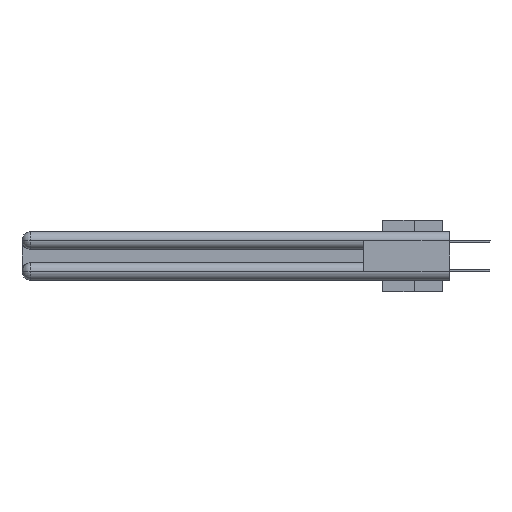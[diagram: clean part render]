
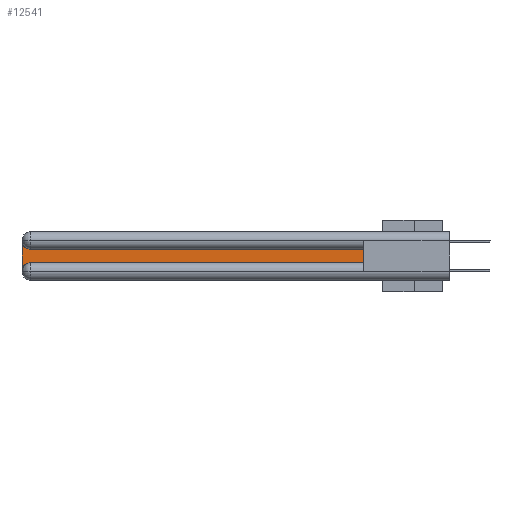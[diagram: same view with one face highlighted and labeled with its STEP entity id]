
A CAD part, left-side view. The second image highlights one B-rep face of the part: STEP entity #12541.
In plain terms, the highlighted planar face has unit normal (-1, 0, 0).
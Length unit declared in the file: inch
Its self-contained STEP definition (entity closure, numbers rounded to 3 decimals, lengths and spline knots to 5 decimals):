
#107 = CARTESIAN_POINT ( 'NONE',  ( 0.075, 0.6, -0.2175 ) ) ;
#390 = DIRECTION ( 'NONE',  ( 0., -1., 0. ) ) ;
#966 = EDGE_CURVE ( 'NONE', #31692, #4174, #2988, .T. ) ;
#1049 = CARTESIAN_POINT ( 'NONE',  ( 0.075, 2.94, -0.2775 ) ) ;
#2298 = DIRECTION ( 'NONE',  ( 0., 0., -1. ) ) ;
#2988 = LINE ( 'NONE', #19480, #4225 ) ;
#3094 = VECTOR ( 'NONE', #390, 39.37008 ) ;
#3378 = DIRECTION ( 'NONE',  ( 0., 0., -1. ) ) ;
#3521 = ORIENTED_EDGE ( 'NONE', *, *, #966, .T. ) ;
#4174 = VERTEX_POINT ( 'NONE', #17282 ) ;
#4225 = VECTOR ( 'NONE', #2298, 39.37008 ) ;
#4573 = DIRECTION ( 'NONE',  ( 1., 0., 0. ) ) ;
#5298 = LINE ( 'NONE', #107, #7772 ) ;
#5458 = VECTOR ( 'NONE', #33196, 39.37008 ) ;
#5594 = VERTEX_POINT ( 'NONE', #22533 ) ;
#7439 = FACE_OUTER_BOUND ( 'NONE', #24023, .T. ) ;
#7603 = PLANE ( 'NONE',  #23167 ) ;
#7772 = VECTOR ( 'NONE', #16958, 39.37008 ) ;
#8119 = EDGE_CURVE ( 'NONE', #16325, #5594, #25123, .T. ) ;
#8993 = CIRCLE ( 'NONE', #29054, 0.06 ) ;
#9652 = EDGE_CURVE ( 'NONE', #21296, #24214, #14223, .T. ) ;
#11439 = DIRECTION ( 'NONE',  ( 1., 0., 0. ) ) ;
#11659 = CIRCLE ( 'NONE', #12827, 0.06 ) ;
#12541 = ADVANCED_FACE ( 'NONE', ( #7439 ), #7603, .F. ) ;
#12827 = AXIS2_PLACEMENT_3D ( 'NONE', #1049, #11439, #3378 ) ;
#13011 = DIRECTION ( 'NONE',  ( 1., 0., 0. ) ) ;
#14223 = LINE ( 'NONE', #25163, #5458 ) ;
#14972 = ORIENTED_EDGE ( 'NONE', *, *, #22592, .T. ) ;
#15430 = CARTESIAN_POINT ( 'NONE',  ( 0.075, 3., -0.0625 ) ) ;
#15517 = CARTESIAN_POINT ( 'NONE',  ( 0.075, 2.94, -0.1225 ) ) ;
#16325 = VERTEX_POINT ( 'NONE', #22279 ) ;
#16796 = EDGE_CURVE ( 'NONE', #4174, #16325, #11659, .T. ) ;
#16958 = DIRECTION ( 'NONE',  ( 0., 0., 1. ) ) ;
#17282 = CARTESIAN_POINT ( 'NONE',  ( 0.075, 3., -0.2775 ) ) ;
#18024 = CARTESIAN_POINT ( 'NONE',  ( 0.075, 2.94, -0.0625 ) ) ;
#19480 = CARTESIAN_POINT ( 'NONE',  ( 0.075, 3., -0.2175 ) ) ;
#20436 = EDGE_CURVE ( 'NONE', #24214, #31692, #8993, .T. ) ;
#21250 = DIRECTION ( 'NONE',  ( 0., 0., -1. ) ) ;
#21296 = VERTEX_POINT ( 'NONE', #26361 ) ;
#21603 = ORIENTED_EDGE ( 'NONE', *, *, #8119, .T. ) ;
#22279 = CARTESIAN_POINT ( 'NONE',  ( 0.075, 2.94, -0.2175 ) ) ;
#22533 = CARTESIAN_POINT ( 'NONE',  ( 0.075, 0.6, -0.2175 ) ) ;
#22592 = EDGE_CURVE ( 'NONE', #5594, #21296, #5298, .T. ) ;
#23167 = AXIS2_PLACEMENT_3D ( 'NONE', #35012, #13011, #21250 ) ;
#24023 = EDGE_LOOP ( 'NONE', ( #28144, #32465, #3521, #25175, #21603, #14972 ) ) ;
#24214 = VERTEX_POINT ( 'NONE', #15517 ) ;
#24930 = CARTESIAN_POINT ( 'NONE',  ( 0.075, 0.6, -0.2175 ) ) ;
#25123 = LINE ( 'NONE', #24930, #3094 ) ;
#25163 = CARTESIAN_POINT ( 'NONE',  ( 0.075, 0.6, -0.1225 ) ) ;
#25175 = ORIENTED_EDGE ( 'NONE', *, *, #16796, .T. ) ;
#26361 = CARTESIAN_POINT ( 'NONE',  ( 0.075, 0.6, -0.1225 ) ) ;
#28144 = ORIENTED_EDGE ( 'NONE', *, *, #9652, .T. ) ;
#29054 = AXIS2_PLACEMENT_3D ( 'NONE', #18024, #4573, #32153 ) ;
#31692 = VERTEX_POINT ( 'NONE', #15430 ) ;
#32153 = DIRECTION ( 'NONE',  ( 0., 0., -1. ) ) ;
#32465 = ORIENTED_EDGE ( 'NONE', *, *, #20436, .T. ) ;
#33196 = DIRECTION ( 'NONE',  ( 0., 1., 0. ) ) ;
#35012 = CARTESIAN_POINT ( 'NONE',  ( 0.075, 3., -0.1225 ) ) ;
